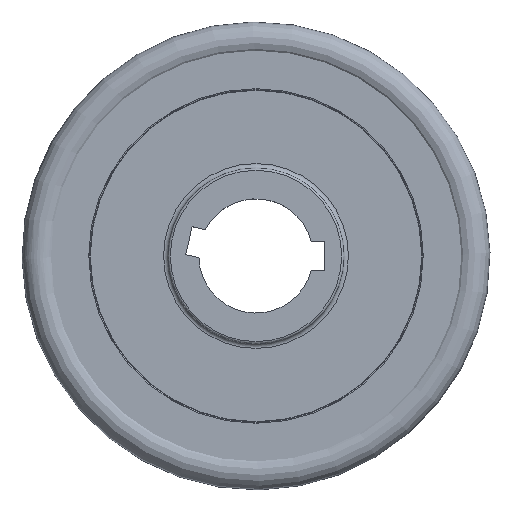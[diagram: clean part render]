
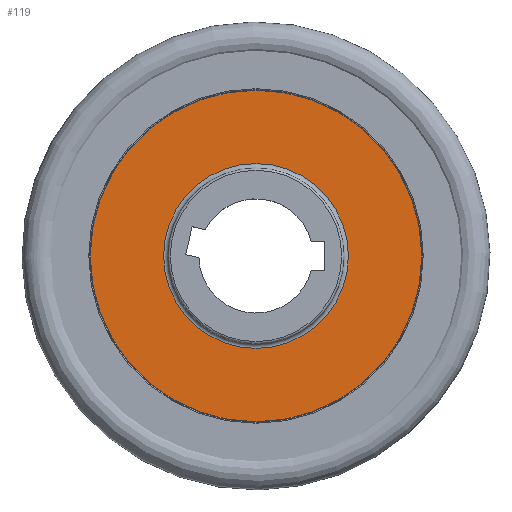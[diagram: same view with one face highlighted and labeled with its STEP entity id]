
A CAD part, top view. The second image highlights one B-rep face of the part: STEP entity #119.
In plain terms, the highlighted planar face has unit normal (0, 0, 1).
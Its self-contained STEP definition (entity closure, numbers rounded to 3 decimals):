
#96=PLANE('',#465);
#119=ADVANCED_FACE('',(#161,#162),#96,.T.);
#161=FACE_BOUND('',#202,.T.);
#162=FACE_BOUND('',#203,.T.);
#202=EDGE_LOOP('',(#268));
#203=EDGE_LOOP('',(#269));
#268=ORIENTED_EDGE('',*,*,#378,.T.);
#269=ORIENTED_EDGE('',*,*,#379,.T.);
#339=VERTEX_POINT('',#688);
#340=VERTEX_POINT('',#690);
#378=EDGE_CURVE('',#339,#339,#404,.T.);
#379=EDGE_CURVE('',#340,#340,#405,.T.);
#404=CIRCLE('',#463,41.1);
#405=CIRCLE('',#464,73.735);
#463=AXIS2_PLACEMENT_3D('',#687,#560,#561);
#464=AXIS2_PLACEMENT_3D('',#689,#562,#563);
#465=AXIS2_PLACEMENT_3D('',#691,#564,#565);
#560=DIRECTION('',(0.,0.,-1.));
#561=DIRECTION('',(1.,0.,0.));
#562=DIRECTION('',(0.,0.,1.));
#563=DIRECTION('',(1.,0.,0.));
#564=DIRECTION('',(0.,0.,1.));
#565=DIRECTION('',(1.,0.,0.));
#687=CARTESIAN_POINT('',(0.,0.,-3.425));
#688=CARTESIAN_POINT('',(41.1,0.,-3.425));
#689=CARTESIAN_POINT('',(0.,0.,-3.425));
#690=CARTESIAN_POINT('',(73.735,0.,-3.425));
#691=CARTESIAN_POINT('',(73.84,0.,-3.425));
